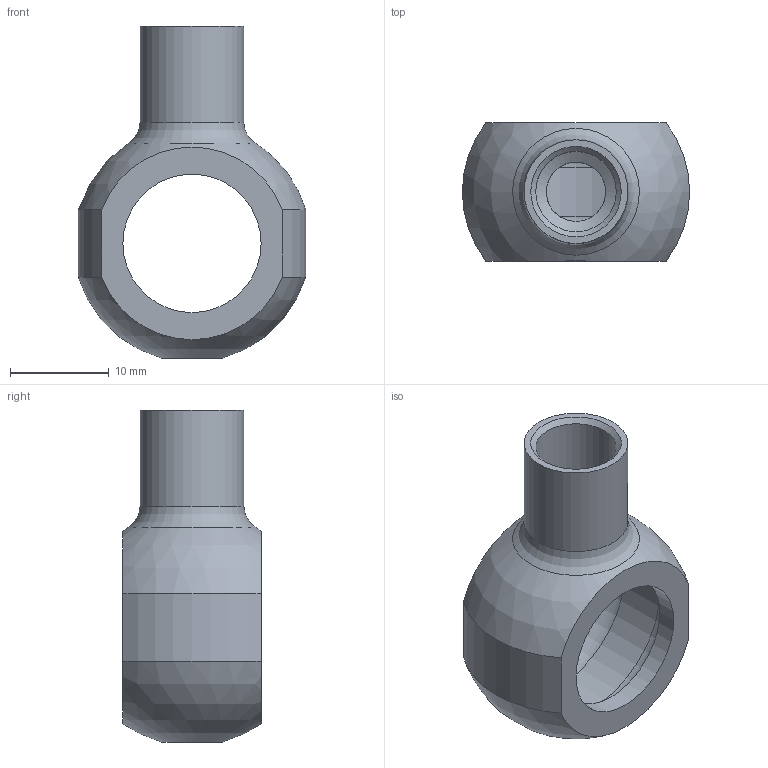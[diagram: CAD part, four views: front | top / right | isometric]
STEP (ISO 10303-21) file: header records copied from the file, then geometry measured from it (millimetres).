
FILE_DESCRIPTION((''),'2;1');
FILE_NAME('74722408.stp','2014-09-08T15:04:39',(''),('KNOMI spol. s r. o.'),'Autodesk Inventor 2012','Autodesk Inventor 2012','');
FILE_SCHEMA(('AUTOMOTIVE_DESIGN { 1 2 10303 214 0 1 1 1 }'));
Length unit declared in the file: millimetre
Products named in the file (1): Oko st.příp.pájecí D14/Tr08
Bounding box: 23 x 14 x 33.6 mm (x, y, z)
Volume: 2562.2 mm3; surface area: 2822 mm2
Topology: 1 solids, 1 shells, 19 faces, 50 edges, 32 vertices
Faces by surface type: cylinder 8, plane 4, torus 3, sphere 2, cone 2
Full cylindrical faces by diameter (mm): 6 x1, 8.15 x1, 10.5 x1, 14 x2
Entity records: 557 total; most frequent: CARTESIAN_POINT 143, DIRECTION 88, ORIENTED_EDGE 60, AXIS2_PLACEMENT_3D 42, EDGE_LOOP 34, EDGE_CURVE 30, VERTEX_POINT 24, CIRCLE 22
